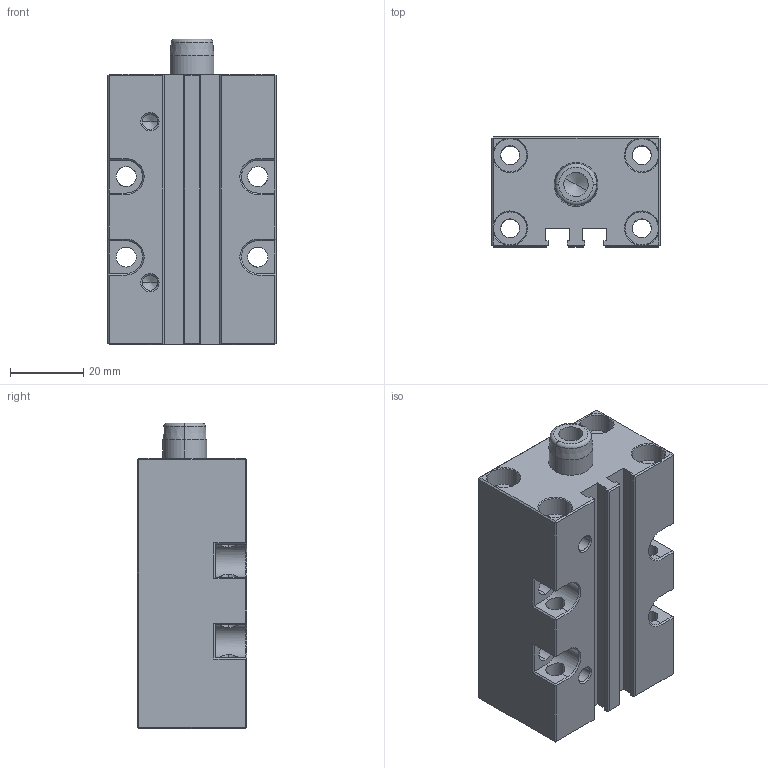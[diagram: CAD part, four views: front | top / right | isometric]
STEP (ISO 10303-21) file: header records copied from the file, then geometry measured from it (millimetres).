
FILE_DESCRIPTION(('CATIA V5 STEP Exchange'),'2;1');
FILE_NAME('SCB_20_T07_TUENKERS.stp','2020-06-29T09:58:26+00:00',('none'),('none'),'CATIA Version 5 Release 19 SP 9 (IN-10)','CATIA V5 STEP AP214','none');
FILE_SCHEMA(('AUTOMOTIVE_DESIGN { 1 0 10303 214 1 1 1 1 }'));
Length unit declared in the file: millimetre
Products named in the file (1): SCB_20_T07_TUENKERS
Bounding box: 46 x 30 x 83.6 mm (x, y, z)
Volume: 86765.2 mm3; surface area: 21992.7 mm2
Topology: 1 solids, 1 shells, 197 faces, 536 edges, 323 vertices
Faces by surface type: plane 103, cylinder 52, cone 40, torus 2
Entity records: 8729 total; most frequent: CARTESIAN_POINT 2668, ORIENTED_EDGE 1060, DIRECTION 788, EDGE_CURVE 530, VECTOR 324, LINE 324, VERTEX_POINT 323, AXIS2_PLACEMENT_3D 274
